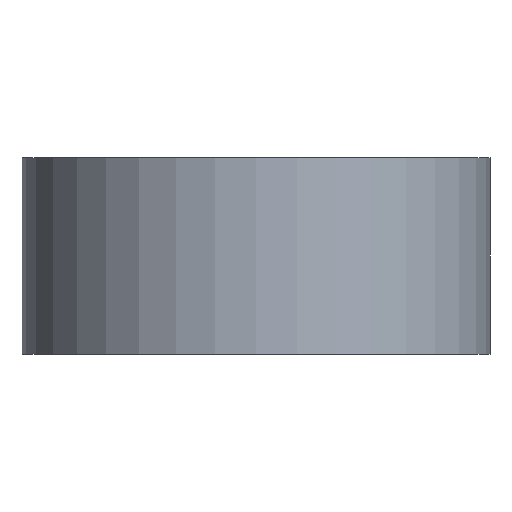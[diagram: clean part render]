
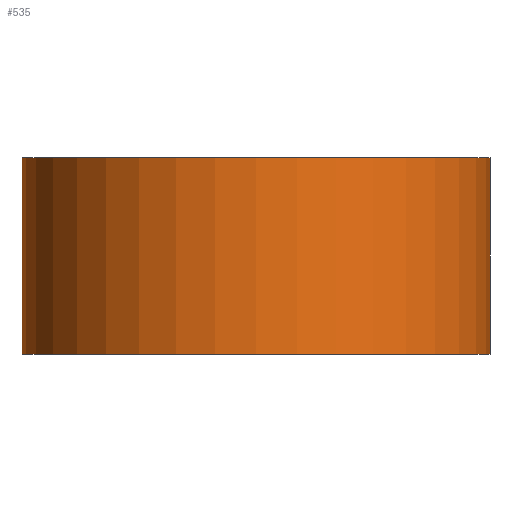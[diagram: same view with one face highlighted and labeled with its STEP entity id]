
A CAD part, front view. The second image highlights one B-rep face of the part: STEP entity #535.
In plain terms, the highlighted cylindrical face has radius 5 mm (diameter 10 mm), a full revolution.
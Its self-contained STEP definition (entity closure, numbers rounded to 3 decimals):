
#261=CARTESIAN_POINT('',(5.0,0.,-2.1));
#262=VERTEX_POINT('',#261);
#263=CARTESIAN_POINT('',(0.0,0.0,-2.1));
#264=DIRECTION('',(0.0,0.0,-1.0));
#265=DIRECTION('',(-1.0,0.0,0.0));
#266=AXIS2_PLACEMENT_3D('',#263,#264,#265);
#267=CIRCLE('',#266,5.0);
#268=EDGE_CURVE('',#262,#262,#267,.T.);
#469=CARTESIAN_POINT('',(5.0,0.,2.1));
#470=VERTEX_POINT('',#469);
#471=CARTESIAN_POINT('',(0.0,0.0,2.1));
#472=DIRECTION('',(0.0,0.0,1.0));
#473=DIRECTION('',(-1.0,0.0,0.0));
#474=AXIS2_PLACEMENT_3D('',#471,#472,#473);
#475=CIRCLE('',#474,5.0);
#476=EDGE_CURVE('',#470,#470,#475,.T.);
#524=CARTESIAN_POINT('',(0.0,0.0,0.0));
#525=DIRECTION('',(0.0,0.0,1.0));
#526=DIRECTION('',(-1.0,0.0,0.0));
#527=AXIS2_PLACEMENT_3D('',#524,#525,#526);
#528=CYLINDRICAL_SURFACE('',#527,5.0);
#529=ORIENTED_EDGE('',*,*,#268,.F.);
#530=EDGE_LOOP('',(#529));
#531=FACE_OUTER_BOUND('',#530,.T.);
#532=ORIENTED_EDGE('',*,*,#476,.F.);
#533=EDGE_LOOP('',(#532));
#534=FACE_BOUND('',#533,.T.);
#535=ADVANCED_FACE('',(#531,#534),#528,.T.);
